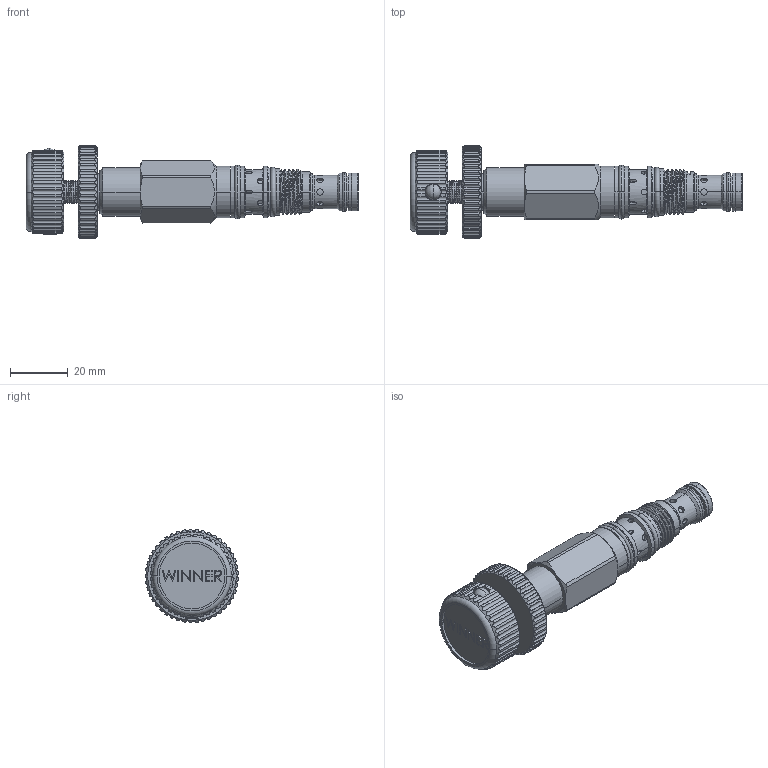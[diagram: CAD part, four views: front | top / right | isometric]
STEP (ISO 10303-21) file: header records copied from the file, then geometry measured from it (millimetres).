
FILE_DESCRIPTION (( 'STEP AP203' ), '1' );
FILE_NAME ('PD163A30-K.STEP', '2021-07-08T07:51:34', ( '' ), ( '' ), 'SwSTEP 2.0', 'SolidWorks 2018', '' );
FILE_SCHEMA (( 'CONFIG_CONTROL_DESIGN' ));
Length unit declared in the file: millimetre
Products named in the file (1): PD163A30-K
Bounding box: 114.54 x 32.18 x 32.2 mm (x, y, z)
Volume: 32786.3 mm3; surface area: 11929.3 mm2
Topology: 4 solids, 4 shells, 562 faces, 1512 edges, 990 vertices
Faces by surface type: cylinder 379, plane 114, cone 41, torus 14, bspline 12, sphere 2
Entity records: 31541 total; most frequent: CARTESIAN_POINT 18106, ORIENTED_EDGE 3024, DIRECTION 2500, EDGE_CURVE 1512, VERTEX_POINT 990, AXIS2_PLACEMENT_3D 945, VECTOR 610, LINE 610
